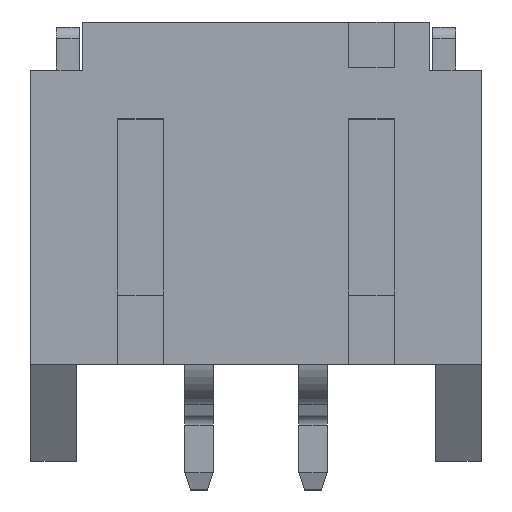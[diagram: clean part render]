
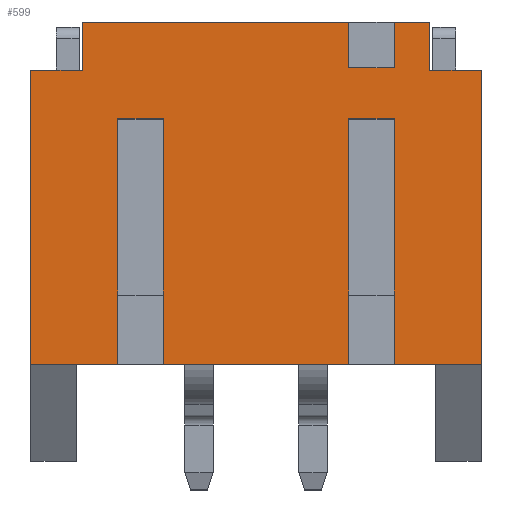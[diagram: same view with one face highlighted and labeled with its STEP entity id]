
A CAD part, top view. The second image highlights one B-rep face of the part: STEP entity #599.
In plain terms, the highlighted free-form (B-spline) face has degree [1, 1] with [2, 2] control points.
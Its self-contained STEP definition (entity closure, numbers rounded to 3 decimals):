
#144 = VERTEX_POINT('',#145);
#145 = CARTESIAN_POINT('',(3.95,3.25,5.608));
#150 = EDGE_CURVE('',#151,#144,#153,.T.);
#151 = VERTEX_POINT('',#152);
#152 = CARTESIAN_POINT('',(3.95,-1.9,5.608));
#153 = B_SPLINE_CURVE_WITH_KNOTS('',1,(#154,#155),.UNSPECIFIED.,.F.,.F.,
  (2,2),(0.,5.15),.PIECEWISE_BEZIER_KNOTS.);
#154 = CARTESIAN_POINT('',(3.95,-1.9,5.608));
#155 = CARTESIAN_POINT('',(3.95,3.25,5.608));
#582 = VERTEX_POINT('',#583);
#583 = CARTESIAN_POINT('',(3.05,3.25,5.608));
#588 = EDGE_CURVE('',#144,#582,#589,.T.);
#589 = B_SPLINE_CURVE_WITH_KNOTS('',1,(#590,#591),.UNSPECIFIED.,.F.,.F.,
  (2,2),(0.,0.9),.PIECEWISE_BEZIER_KNOTS.);
#590 = CARTESIAN_POINT('',(3.95,3.25,5.608));
#591 = CARTESIAN_POINT('',(3.05,3.25,5.608));
#599 = ADVANCED_FACE('',(#600),#728,.T.);
#600 = FACE_BOUND('',#601,.T.);
#601 = EDGE_LOOP('',(#602,#611,#618,#625,#632,#639,#646,#653,#660,#667,
    #674,#681,#688,#695,#702,#709,#716,#721,#722,#723));
#602 = ORIENTED_EDGE('',*,*,#603,.T.);
#603 = EDGE_CURVE('',#604,#606,#608,.T.);
#604 = VERTEX_POINT('',#605);
#605 = CARTESIAN_POINT('',(3.05,4.1,5.608));
#606 = VERTEX_POINT('',#607);
#607 = CARTESIAN_POINT('',(2.425,4.1,5.608));
#608 = B_SPLINE_CURVE_WITH_KNOTS('',1,(#609,#610),.UNSPECIFIED.,.F.,.F.,
  (2,2),(0.,0.625),.PIECEWISE_BEZIER_KNOTS.);
#609 = CARTESIAN_POINT('',(3.05,4.1,5.608));
#610 = CARTESIAN_POINT('',(2.425,4.1,5.608));
#611 = ORIENTED_EDGE('',*,*,#612,.T.);
#612 = EDGE_CURVE('',#606,#613,#615,.T.);
#613 = VERTEX_POINT('',#614);
#614 = CARTESIAN_POINT('',(2.425,3.3,5.608));
#615 = B_SPLINE_CURVE_WITH_KNOTS('',1,(#616,#617),.UNSPECIFIED.,.F.,.F.,
  (2,2),(0.,0.8),.PIECEWISE_BEZIER_KNOTS.);
#616 = CARTESIAN_POINT('',(2.425,4.1,5.608));
#617 = CARTESIAN_POINT('',(2.425,3.3,5.608));
#618 = ORIENTED_EDGE('',*,*,#619,.F.);
#619 = EDGE_CURVE('',#620,#613,#622,.T.);
#620 = VERTEX_POINT('',#621);
#621 = CARTESIAN_POINT('',(1.625,3.3,5.608));
#622 = B_SPLINE_CURVE_WITH_KNOTS('',1,(#623,#624),.UNSPECIFIED.,.F.,.F.,
  (2,2),(0.,0.8),.PIECEWISE_BEZIER_KNOTS.);
#623 = CARTESIAN_POINT('',(1.625,3.3,5.608));
#624 = CARTESIAN_POINT('',(2.425,3.3,5.608));
#625 = ORIENTED_EDGE('',*,*,#626,.F.);
#626 = EDGE_CURVE('',#627,#620,#629,.T.);
#627 = VERTEX_POINT('',#628);
#628 = CARTESIAN_POINT('',(1.625,4.1,5.608));
#629 = B_SPLINE_CURVE_WITH_KNOTS('',1,(#630,#631),.UNSPECIFIED.,.F.,.F.,
  (2,2),(0.,0.8),.PIECEWISE_BEZIER_KNOTS.);
#630 = CARTESIAN_POINT('',(1.625,4.1,5.608));
#631 = CARTESIAN_POINT('',(1.625,3.3,5.608));
#632 = ORIENTED_EDGE('',*,*,#633,.T.);
#633 = EDGE_CURVE('',#627,#634,#636,.T.);
#634 = VERTEX_POINT('',#635);
#635 = CARTESIAN_POINT('',(-3.05,4.1,5.608));
#636 = B_SPLINE_CURVE_WITH_KNOTS('',1,(#637,#638),.UNSPECIFIED.,.F.,.F.,
  (2,2),(0.,4.675),.PIECEWISE_BEZIER_KNOTS.);
#637 = CARTESIAN_POINT('',(1.625,4.1,5.608));
#638 = CARTESIAN_POINT('',(-3.05,4.1,5.608));
#639 = ORIENTED_EDGE('',*,*,#640,.T.);
#640 = EDGE_CURVE('',#634,#641,#643,.T.);
#641 = VERTEX_POINT('',#642);
#642 = CARTESIAN_POINT('',(-3.05,3.25,5.608));
#643 = B_SPLINE_CURVE_WITH_KNOTS('',1,(#644,#645),.UNSPECIFIED.,.F.,.F.,
  (2,2),(0.,0.85),.PIECEWISE_BEZIER_KNOTS.);
#644 = CARTESIAN_POINT('',(-3.05,4.1,5.608));
#645 = CARTESIAN_POINT('',(-3.05,3.25,5.608));
#646 = ORIENTED_EDGE('',*,*,#647,.F.);
#647 = EDGE_CURVE('',#648,#641,#650,.T.);
#648 = VERTEX_POINT('',#649);
#649 = CARTESIAN_POINT('',(-3.95,3.25,5.608));
#650 = B_SPLINE_CURVE_WITH_KNOTS('',1,(#651,#652),.UNSPECIFIED.,.F.,.F.,
  (2,2),(0.,0.9),.PIECEWISE_BEZIER_KNOTS.);
#651 = CARTESIAN_POINT('',(-3.95,3.25,5.608));
#652 = CARTESIAN_POINT('',(-3.05,3.25,5.608));
#653 = ORIENTED_EDGE('',*,*,#654,.T.);
#654 = EDGE_CURVE('',#648,#655,#657,.T.);
#655 = VERTEX_POINT('',#656);
#656 = CARTESIAN_POINT('',(-3.95,-1.9,5.608));
#657 = B_SPLINE_CURVE_WITH_KNOTS('',1,(#658,#659),.UNSPECIFIED.,.F.,.F.,
  (2,2),(0.,5.15),.PIECEWISE_BEZIER_KNOTS.);
#658 = CARTESIAN_POINT('',(-3.95,3.25,5.608));
#659 = CARTESIAN_POINT('',(-3.95,-1.9,5.608));
#660 = ORIENTED_EDGE('',*,*,#661,.T.);
#661 = EDGE_CURVE('',#655,#662,#664,.T.);
#662 = VERTEX_POINT('',#663);
#663 = CARTESIAN_POINT('',(-2.425,-1.9,5.608));
#664 = B_SPLINE_CURVE_WITH_KNOTS('',1,(#665,#666),.UNSPECIFIED.,.F.,.F.,
  (2,2),(0.,1.525),.PIECEWISE_BEZIER_KNOTS.);
#665 = CARTESIAN_POINT('',(-3.95,-1.9,5.608));
#666 = CARTESIAN_POINT('',(-2.425,-1.9,5.608));
#667 = ORIENTED_EDGE('',*,*,#668,.T.);
#668 = EDGE_CURVE('',#662,#669,#671,.T.);
#669 = VERTEX_POINT('',#670);
#670 = CARTESIAN_POINT('',(-2.425,2.4,5.608));
#671 = B_SPLINE_CURVE_WITH_KNOTS('',1,(#672,#673),.UNSPECIFIED.,.F.,.F.,
  (2,2),(0.,4.3),.PIECEWISE_BEZIER_KNOTS.);
#672 = CARTESIAN_POINT('',(-2.425,-1.9,5.608));
#673 = CARTESIAN_POINT('',(-2.425,2.4,5.608));
#674 = ORIENTED_EDGE('',*,*,#675,.F.);
#675 = EDGE_CURVE('',#676,#669,#678,.T.);
#676 = VERTEX_POINT('',#677);
#677 = CARTESIAN_POINT('',(-1.625,2.4,5.608));
#678 = B_SPLINE_CURVE_WITH_KNOTS('',1,(#679,#680),.UNSPECIFIED.,.F.,.F.,
  (2,2),(0.,0.8),.PIECEWISE_BEZIER_KNOTS.);
#679 = CARTESIAN_POINT('',(-1.625,2.4,5.608));
#680 = CARTESIAN_POINT('',(-2.425,2.4,5.608));
#681 = ORIENTED_EDGE('',*,*,#682,.F.);
#682 = EDGE_CURVE('',#683,#676,#685,.T.);
#683 = VERTEX_POINT('',#684);
#684 = CARTESIAN_POINT('',(-1.625,-1.9,5.608));
#685 = B_SPLINE_CURVE_WITH_KNOTS('',1,(#686,#687),.UNSPECIFIED.,.F.,.F.,
  (2,2),(0.,4.3),.PIECEWISE_BEZIER_KNOTS.);
#686 = CARTESIAN_POINT('',(-1.625,-1.9,5.608));
#687 = CARTESIAN_POINT('',(-1.625,2.4,5.608));
#688 = ORIENTED_EDGE('',*,*,#689,.T.);
#689 = EDGE_CURVE('',#683,#690,#692,.T.);
#690 = VERTEX_POINT('',#691);
#691 = CARTESIAN_POINT('',(1.625,-1.9,5.608));
#692 = B_SPLINE_CURVE_WITH_KNOTS('',1,(#693,#694),.UNSPECIFIED.,.F.,.F.,
  (2,2),(0.,3.25),.PIECEWISE_BEZIER_KNOTS.);
#693 = CARTESIAN_POINT('',(-1.625,-1.9,5.608));
#694 = CARTESIAN_POINT('',(1.625,-1.9,5.608));
#695 = ORIENTED_EDGE('',*,*,#696,.T.);
#696 = EDGE_CURVE('',#690,#697,#699,.T.);
#697 = VERTEX_POINT('',#698);
#698 = CARTESIAN_POINT('',(1.625,2.4,5.608));
#699 = B_SPLINE_CURVE_WITH_KNOTS('',1,(#700,#701),.UNSPECIFIED.,.F.,.F.,
  (2,2),(0.,4.3),.PIECEWISE_BEZIER_KNOTS.);
#700 = CARTESIAN_POINT('',(1.625,-1.9,5.608));
#701 = CARTESIAN_POINT('',(1.625,2.4,5.608));
#702 = ORIENTED_EDGE('',*,*,#703,.F.);
#703 = EDGE_CURVE('',#704,#697,#706,.T.);
#704 = VERTEX_POINT('',#705);
#705 = CARTESIAN_POINT('',(2.425,2.4,5.608));
#706 = B_SPLINE_CURVE_WITH_KNOTS('',1,(#707,#708),.UNSPECIFIED.,.F.,.F.,
  (2,2),(0.,0.8),.PIECEWISE_BEZIER_KNOTS.);
#707 = CARTESIAN_POINT('',(2.425,2.4,5.608));
#708 = CARTESIAN_POINT('',(1.625,2.4,5.608));
#709 = ORIENTED_EDGE('',*,*,#710,.F.);
#710 = EDGE_CURVE('',#711,#704,#713,.T.);
#711 = VERTEX_POINT('',#712);
#712 = CARTESIAN_POINT('',(2.425,-1.9,5.608));
#713 = B_SPLINE_CURVE_WITH_KNOTS('',1,(#714,#715),.UNSPECIFIED.,.F.,.F.,
  (2,2),(0.,4.3),.PIECEWISE_BEZIER_KNOTS.);
#714 = CARTESIAN_POINT('',(2.425,-1.9,5.608));
#715 = CARTESIAN_POINT('',(2.425,2.4,5.608));
#716 = ORIENTED_EDGE('',*,*,#717,.T.);
#717 = EDGE_CURVE('',#711,#151,#718,.T.);
#718 = B_SPLINE_CURVE_WITH_KNOTS('',1,(#719,#720),.UNSPECIFIED.,.F.,.F.,
  (2,2),(0.,1.525),.PIECEWISE_BEZIER_KNOTS.);
#719 = CARTESIAN_POINT('',(2.425,-1.9,5.608));
#720 = CARTESIAN_POINT('',(3.95,-1.9,5.608));
#721 = ORIENTED_EDGE('',*,*,#150,.T.);
#722 = ORIENTED_EDGE('',*,*,#588,.T.);
#723 = ORIENTED_EDGE('',*,*,#724,.F.);
#724 = EDGE_CURVE('',#604,#582,#725,.T.);
#725 = B_SPLINE_CURVE_WITH_KNOTS('',1,(#726,#727),.UNSPECIFIED.,.F.,.F.,
  (2,2),(0.,0.85),.PIECEWISE_BEZIER_KNOTS.);
#726 = CARTESIAN_POINT('',(3.05,4.1,5.608));
#727 = CARTESIAN_POINT('',(3.05,3.25,5.608));
#728 = B_SPLINE_SURFACE_WITH_KNOTS('',1,1,(
    (#729,#730)
    ,(#731,#732
    )),.UNSPECIFIED.,.F.,.F.,.F.,(2,2),(2,2),(-3.95,3.95),(-3.,3.),
  .PIECEWISE_BEZIER_KNOTS.);
#729 = CARTESIAN_POINT('',(-3.95,-1.9,5.608));
#730 = CARTESIAN_POINT('',(-3.95,4.1,5.608));
#731 = CARTESIAN_POINT('',(3.95,-1.9,5.608));
#732 = CARTESIAN_POINT('',(3.95,4.1,5.608));
